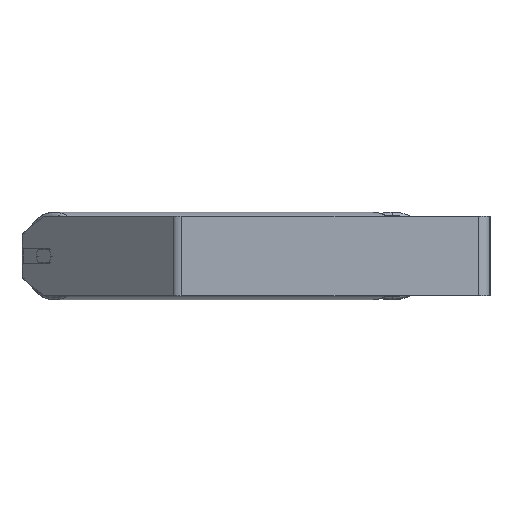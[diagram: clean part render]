
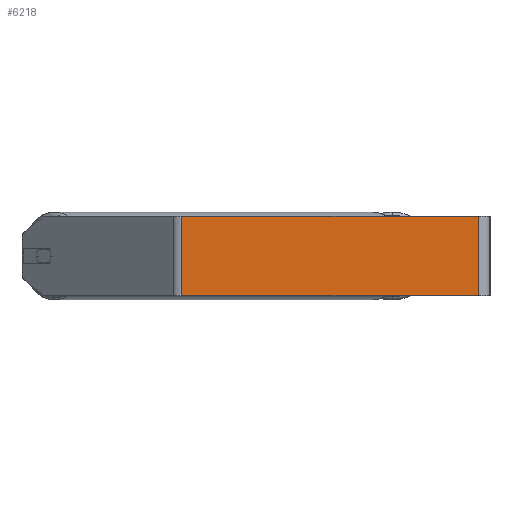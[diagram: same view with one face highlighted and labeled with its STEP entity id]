
A CAD part, left-side view. The second image highlights one B-rep face of the part: STEP entity #6218.
In plain terms, the highlighted planar face has unit normal (-1, 0, 0).
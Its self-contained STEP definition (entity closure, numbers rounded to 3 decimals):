
#122 = AXIS2_PLACEMENT_3D ( 'NONE', #2330, #5763, #8442 ) ;
#437 = PLANE ( 'NONE',  #122 ) ;
#1025 = VECTOR ( 'NONE', #6358, 1000. ) ;
#1087 = VERTEX_POINT ( 'NONE', #3135 ) ;
#1114 = LINE ( 'NONE', #5194, #5435 ) ;
#1916 = DIRECTION ( 'NONE',  ( 0., -1., 0. ) ) ;
#1957 = DIRECTION ( 'NONE',  ( 0., -1., 0. ) ) ;
#2047 = EDGE_LOOP ( 'NONE', ( #6047, #8056, #6615, #5726 ) ) ;
#2246 = CARTESIAN_POINT ( 'NONE',  ( -745., 12., 40. ) ) ;
#2259 = CARTESIAN_POINT ( 'NONE',  ( -745., 311.737, -40. ) ) ;
#2330 = CARTESIAN_POINT ( 'NONE',  ( -745., 316.707, 40. ) ) ;
#2929 = EDGE_CURVE ( 'NONE', #4271, #4510, #7058, .T. ) ;
#3004 = FACE_OUTER_BOUND ( 'NONE', #2047, .T. ) ;
#3135 = CARTESIAN_POINT ( 'NONE',  ( -745., 12., -40. ) ) ;
#3958 = CARTESIAN_POINT ( 'NONE',  ( -745., 316.707, -40. ) ) ;
#4005 = LINE ( 'NONE', #5879, #4232 ) ;
#4232 = VECTOR ( 'NONE', #1916, 1000. ) ;
#4271 = VERTEX_POINT ( 'NONE', #6446 ) ;
#4510 = VERTEX_POINT ( 'NONE', #2259 ) ;
#4552 = EDGE_CURVE ( 'NONE', #4829, #1087, #1114, .T. ) ;
#4714 = LINE ( 'NONE', #3958, #5937 ) ;
#4829 = VERTEX_POINT ( 'NONE', #2246 ) ;
#5194 = CARTESIAN_POINT ( 'NONE',  ( -745., 12., 40. ) ) ;
#5202 = CARTESIAN_POINT ( 'NONE',  ( -745., 311.737, 40. ) ) ;
#5435 = VECTOR ( 'NONE', #7883, 1000. ) ;
#5726 = ORIENTED_EDGE ( 'NONE', *, *, #2929, .T. ) ;
#5763 = DIRECTION ( 'NONE',  ( 1., 0., 0. ) ) ;
#5879 = CARTESIAN_POINT ( 'NONE',  ( -745., 316.707, 40. ) ) ;
#5937 = VECTOR ( 'NONE', #1957, 1000. ) ;
#6047 = ORIENTED_EDGE ( 'NONE', *, *, #8405, .T. ) ;
#6218 = ADVANCED_FACE ( 'NONE', ( #3004 ), #437, .F. ) ;
#6358 = DIRECTION ( 'NONE',  ( 0., 0., -1. ) ) ;
#6446 = CARTESIAN_POINT ( 'NONE',  ( -745., 311.737, 40. ) ) ;
#6615 = ORIENTED_EDGE ( 'NONE', *, *, #8459, .F. ) ;
#7058 = LINE ( 'NONE', #5202, #1025 ) ;
#7883 = DIRECTION ( 'NONE',  ( 0., 0., -1. ) ) ;
#8056 = ORIENTED_EDGE ( 'NONE', *, *, #4552, .F. ) ;
#8405 = EDGE_CURVE ( 'NONE', #4510, #1087, #4714, .T. ) ;
#8442 = DIRECTION ( 'NONE',  ( 0., 1., 0. ) ) ;
#8459 = EDGE_CURVE ( 'NONE', #4271, #4829, #4005, .T. ) ;
